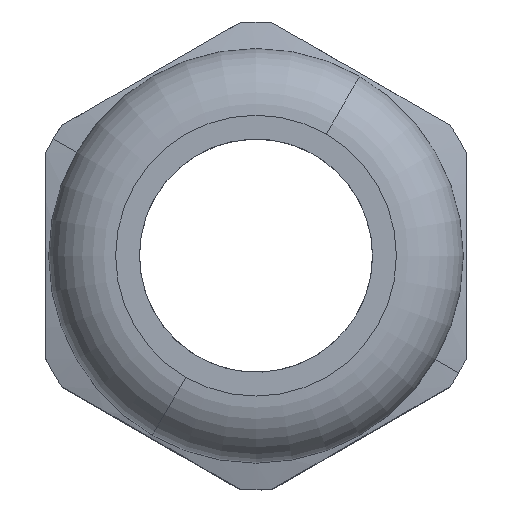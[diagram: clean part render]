
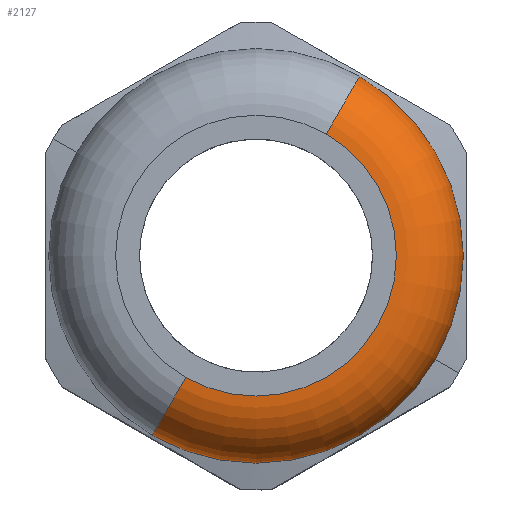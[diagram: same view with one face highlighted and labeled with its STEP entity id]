
A CAD part, top view. The second image highlights one B-rep face of the part: STEP entity #2127.
In plain terms, the highlighted toroidal (fillet/blend) face has major radius 7.35 mm and minor radius 3.5 mm.
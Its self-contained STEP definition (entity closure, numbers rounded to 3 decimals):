
#1877=AXIS2_PLACEMENT_3D('Circle Axis2P3D',#1875,#1876,$) ;
#2044=AXIS2_PLACEMENT_3D('Circle Axis2P3D',#2042,#2043,$) ;
#2069=AXIS2_PLACEMENT_3D('Circle Axis2P3D',#2067,#2068,$) ;
#2076=AXIS2_PLACEMENT_3D('Circle Axis2P3D',#2074,#2075,$) ;
#2105=AXIS2_PLACEMENT_3D('Torus Axis2P3D',#2102,#2103,#2104) ;
#2109=AXIS2_PLACEMENT_3D('Circle Axis2P3D',#2107,#2108,$) ;
#2116=AXIS2_PLACEMENT_3D('Circle Axis2P3D',#2114,#2115,$) ;
#1872=CARTESIAN_POINT('Vertex',(16.425,21.646,28.7)) ;
#1875=CARTESIAN_POINT('Axis2P3D Location',(11.,12.25,28.7)) ;
#1879=CARTESIAN_POINT('Vertex',(20.396,6.825,28.7)) ;
#2042=CARTESIAN_POINT('Axis2P3D Location',(11.,12.25,28.7)) ;
#2046=CARTESIAN_POINT('Vertex',(5.575,2.854,28.7)) ;
#2067=CARTESIAN_POINT('Axis2P3D Location',(14.675,18.615,28.7)) ;
#2071=CARTESIAN_POINT('Vertex',(14.675,18.615,32.2)) ;
#2074=CARTESIAN_POINT('Axis2P3D Location',(7.325,5.885,28.7)) ;
#2078=CARTESIAN_POINT('Vertex',(7.325,5.885,32.2)) ;
#2102=CARTESIAN_POINT('Axis2P3D Location',(11.,12.25,28.7)) ;
#2107=CARTESIAN_POINT('Axis2P3D Location',(11.,12.25,32.2)) ;
#2111=CARTESIAN_POINT('Vertex',(17.365,8.575,32.2)) ;
#2114=CARTESIAN_POINT('Axis2P3D Location',(11.,12.25,32.2)) ;
#1876=DIRECTION('Axis2P3D Direction',(0.,0.,-1.)) ;
#2043=DIRECTION('Axis2P3D Direction',(0.,0.,-1.)) ;
#2068=DIRECTION('Axis2P3D Direction',(-0.866,0.5,0.)) ;
#2075=DIRECTION('Axis2P3D Direction',(0.866,-0.5,0.)) ;
#2103=DIRECTION('Axis2P3D Direction',(0.,0.,-1.)) ;
#2104=DIRECTION('Axis2P3D XDirection',(0.5,0.866,0.)) ;
#2108=DIRECTION('Axis2P3D Direction',(0.,0.,-1.)) ;
#2115=DIRECTION('Axis2P3D Direction',(0.,0.,-1.)) ;
#2120=ORIENTED_EDGE('',*,*,#2080,.T.) ;
#2121=ORIENTED_EDGE('',*,*,#2048,.T.) ;
#2122=ORIENTED_EDGE('',*,*,#1881,.T.) ;
#2123=ORIENTED_EDGE('',*,*,#2073,.T.) ;
#2124=ORIENTED_EDGE('',*,*,#2113,.T.) ;
#2125=ORIENTED_EDGE('',*,*,#2118,.T.) ;
#2127=ADVANCED_FACE('PG 13.5_1\\MANIFOLD_SOLID_BREP #15360',(#2126),#2106,.T.) ;
#1878=CIRCLE('generated circle',#1877,10.85) ;
#2045=CIRCLE('generated circle',#2044,10.85) ;
#2070=CIRCLE('generated circle',#2069,3.5) ;
#2077=CIRCLE('generated circle',#2076,3.5) ;
#2110=CIRCLE('generated circle',#2109,7.35) ;
#2117=CIRCLE('generated circle',#2116,7.35) ;
#2106=TOROIDAL_SURFACE('homeo Torus',#2105,7.35,3.5) ;
#1881=EDGE_CURVE('',#1880,#1873,#1878,.F.) ;
#2048=EDGE_CURVE('',#2047,#1880,#2045,.F.) ;
#2073=EDGE_CURVE('',#1873,#2072,#2070,.F.) ;
#2080=EDGE_CURVE('',#2079,#2047,#2077,.T.) ;
#2113=EDGE_CURVE('',#2072,#2112,#2110,.T.) ;
#2118=EDGE_CURVE('',#2112,#2079,#2117,.T.) ;
#2119=EDGE_LOOP('',(#2120,#2121,#2122,#2123,#2124,#2125)) ;
#2126=FACE_OUTER_BOUND('',#2119,.T.) ;
#1873=VERTEX_POINT('',#1872) ;
#1880=VERTEX_POINT('',#1879) ;
#2047=VERTEX_POINT('',#2046) ;
#2072=VERTEX_POINT('',#2071) ;
#2079=VERTEX_POINT('',#2078) ;
#2112=VERTEX_POINT('',#2111) ;
